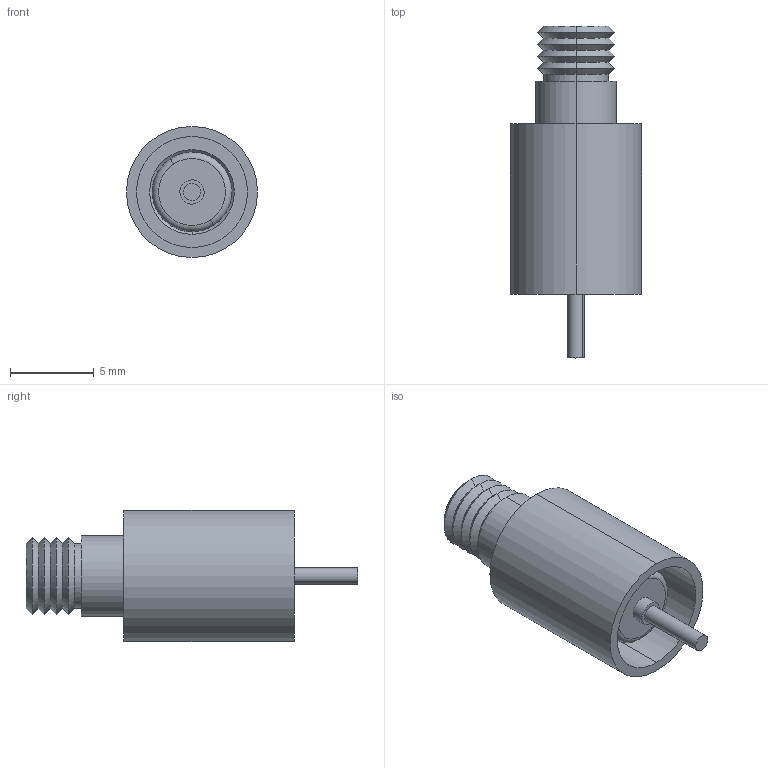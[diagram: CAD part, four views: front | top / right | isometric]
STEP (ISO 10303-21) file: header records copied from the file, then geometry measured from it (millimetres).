
FILE_DESCRIPTION (( 'STEP AP203' ), '1' );
FILE_NAME ('A1634-1-W.STEP', '2011-10-06T17:25:06', ( '' ), ( '' ), 'SwSTEP 2.0', 'SolidWorks 2011', '' );
FILE_SCHEMA (( 'CONFIG_CONTROL_DESIGN' ));
Length unit declared in the file: inch
Products named in the file (1): A1634-1-W
Bounding box: 7.82 x 19.81 x 7.82 mm (x, y, z)
Volume: 360.8 mm3; surface area: 949.1 mm2
Topology: 1 solids, 1 shells, 76 faces, 166 edges, 102 vertices
Faces by surface type: cylinder 28, cone 26, plane 20, torus 2
Entity records: 2179 total; most frequent: DIRECTION 410, CARTESIAN_POINT 357, ORIENTED_EDGE 332, AXIS2_PLACEMENT_3D 171, EDGE_CURVE 166, VERTEX_POINT 102, CIRCLE 94, EDGE_LOOP 86
